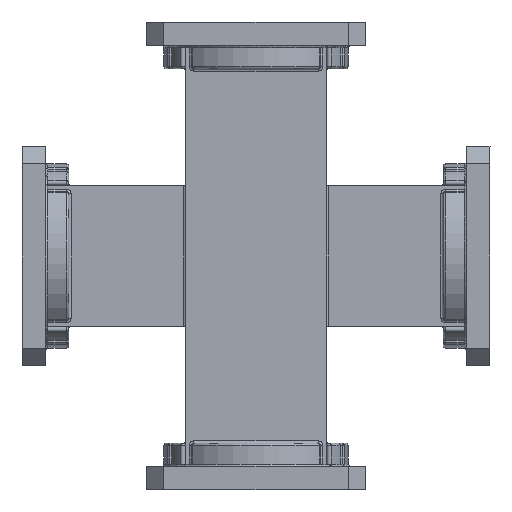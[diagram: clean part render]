
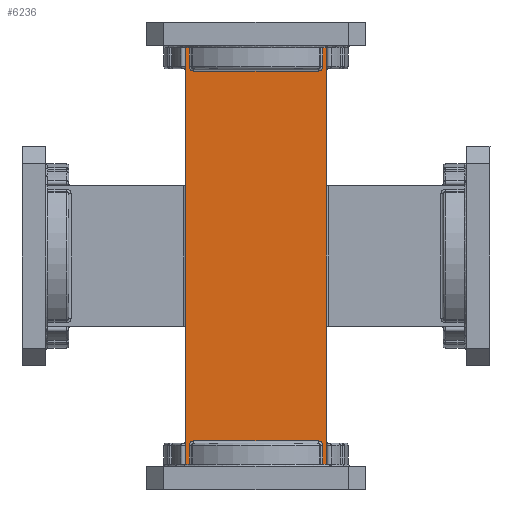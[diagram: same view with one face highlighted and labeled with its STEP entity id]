
A CAD part, front view. The second image highlights one B-rep face of the part: STEP entity #6236.
In plain terms, the highlighted planar face has unit normal (0, -1, 0).
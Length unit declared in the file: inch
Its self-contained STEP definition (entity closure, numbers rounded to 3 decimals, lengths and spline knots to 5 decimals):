
#7 = VERTEX_POINT ( 'NONE', #6250 ) ;
#153 = AXIS2_PLACEMENT_3D ( 'NONE', #13708, #5284, #6493 ) ;
#173 = CARTESIAN_POINT ( 'NONE',  ( -0.601, -0.2885, 2. ) ) ;
#425 = VERTEX_POINT ( 'NONE', #14339 ) ;
#721 = CARTESIAN_POINT ( 'NONE',  ( 0.601, -0.2885, 1.78 ) ) ;
#970 = DIRECTION ( 'NONE',  ( -1., 0., 0. ) ) ;
#1061 = ORIENTED_EDGE ( 'NONE', *, *, #13312, .F. ) ;
#1100 = VECTOR ( 'NONE', #9769, 39.37008 ) ;
#1351 = CIRCLE ( 'NONE', #14554, 0.04 ) ;
#1494 = DIRECTION ( 'NONE',  ( 0., 0., -1. ) ) ;
#1596 = CIRCLE ( 'NONE', #11432, 0.04 ) ;
#1599 = CARTESIAN_POINT ( 'NONE',  ( -0.571, -0.2885, -1.62 ) ) ;
#1865 = CARTESIAN_POINT ( 'NONE',  ( 0.601, -0.2885, 2. ) ) ;
#2104 = EDGE_CURVE ( 'NONE', #7670, #4815, #9417, .T. ) ;
#2443 = CARTESIAN_POINT ( 'NONE',  ( -0.601, -0.2885, -1.58 ) ) ;
#2521 = DIRECTION ( 'NONE',  ( 0., 1., 0. ) ) ;
#2610 = LINE ( 'NONE', #2443, #3455 ) ;
#2754 = DIRECTION ( 'NONE',  ( 0., -1., 0. ) ) ;
#2991 = DIRECTION ( 'NONE',  ( 0., 0., 1. ) ) ;
#3017 = VERTEX_POINT ( 'NONE', #14743 ) ;
#3183 = LINE ( 'NONE', #14442, #3830 ) ;
#3242 = DIRECTION ( 'NONE',  ( 0., 0., 1. ) ) ;
#3401 = DIRECTION ( 'NONE',  ( 0., 0., -1. ) ) ;
#3455 = VECTOR ( 'NONE', #4959, 39.37008 ) ;
#3508 = VERTEX_POINT ( 'NONE', #13649 ) ;
#3580 = PLANE ( 'NONE',  #11378 ) ;
#3616 = DIRECTION ( 'NONE',  ( 0., -1., 0. ) ) ;
#3668 = EDGE_CURVE ( 'NONE', #6780, #9557, #8354, .T. ) ;
#3830 = VECTOR ( 'NONE', #9642, 39.37008 ) ;
#4048 = EDGE_CURVE ( 'NONE', #425, #7, #3183, .T. ) ;
#4283 = CIRCLE ( 'NONE', #153, 0.04 ) ;
#4307 = VERTEX_POINT ( 'NONE', #1599 ) ;
#4586 = CARTESIAN_POINT ( 'NONE',  ( 0.531, -0.2885, 1.62 ) ) ;
#4632 = ORIENTED_EDGE ( 'NONE', *, *, #5630, .F. ) ;
#4647 = CARTESIAN_POINT ( 'NONE',  ( 0.601, -0.2885, -1.78 ) ) ;
#4796 = CARTESIAN_POINT ( 'NONE',  ( -0.571, -0.2885, 1.62 ) ) ;
#4815 = VERTEX_POINT ( 'NONE', #8375 ) ;
#4838 = CARTESIAN_POINT ( 'NONE',  ( -0.571, -0.2885, -1.78 ) ) ;
#4959 = DIRECTION ( 'NONE',  ( -1., 0., 0. ) ) ;
#5099 = EDGE_CURVE ( 'NONE', #13805, #425, #8038, .T. ) ;
#5151 = ORIENTED_EDGE ( 'NONE', *, *, #13013, .F. ) ;
#5194 = ORIENTED_EDGE ( 'NONE', *, *, #3668, .F. ) ;
#5284 = DIRECTION ( 'NONE',  ( 0., 1., 0. ) ) ;
#5586 = EDGE_CURVE ( 'NONE', #10264, #3508, #14416, .T. ) ;
#5615 = ORIENTED_EDGE ( 'NONE', *, *, #15849, .T. ) ;
#5630 = EDGE_CURVE ( 'NONE', #3508, #7866, #11399, .T. ) ;
#5788 = VECTOR ( 'NONE', #3401, 39.37008 ) ;
#6133 = CARTESIAN_POINT ( 'NONE',  ( 0.551, -0.2885, -1.78 ) ) ;
#6236 = ADVANCED_FACE ( 'NONE', ( #7383 ), #3580, .F. ) ;
#6250 = CARTESIAN_POINT ( 'NONE',  ( 0.571, -0.2885, 1.62 ) ) ;
#6272 = CARTESIAN_POINT ( 'NONE',  ( 0.571, -0.2885, -1.62 ) ) ;
#6296 = DIRECTION ( 'NONE',  ( 0., 0., -1. ) ) ;
#6493 = DIRECTION ( 'NONE',  ( 0., 0., -1. ) ) ;
#6593 = EDGE_CURVE ( 'NONE', #4815, #9557, #13761, .T. ) ;
#6597 = CARTESIAN_POINT ( 'NONE',  ( -0.601, -0.2885, -1.78 ) ) ;
#6760 = CARTESIAN_POINT ( 'NONE',  ( -0.601, -0.2885, 1.58 ) ) ;
#6780 = VERTEX_POINT ( 'NONE', #9124 ) ;
#6793 = ORIENTED_EDGE ( 'NONE', *, *, #13573, .F. ) ;
#6795 = CARTESIAN_POINT ( 'NONE',  ( -0.571, -0.2885, 1.78 ) ) ;
#6918 = ORIENTED_EDGE ( 'NONE', *, *, #6593, .T. ) ;
#7012 = DIRECTION ( 'NONE',  ( 0., 0., 1. ) ) ;
#7313 = ORIENTED_EDGE ( 'NONE', *, *, #5099, .T. ) ;
#7383 = FACE_OUTER_BOUND ( 'NONE', #8921, .T. ) ;
#7446 = VERTEX_POINT ( 'NONE', #14982 ) ;
#7664 = EDGE_CURVE ( 'NONE', #10981, #7, #1351, .T. ) ;
#7670 = VERTEX_POINT ( 'NONE', #8469 ) ;
#7768 = EDGE_CURVE ( 'NONE', #3017, #7866, #9357, .T. ) ;
#7866 = VERTEX_POINT ( 'NONE', #6272 ) ;
#7914 = ORIENTED_EDGE ( 'NONE', *, *, #14402, .F. ) ;
#7983 = LINE ( 'NONE', #6760, #10435 ) ;
#8020 = LINE ( 'NONE', #6795, #14787 ) ;
#8038 = LINE ( 'NONE', #12885, #12647 ) ;
#8279 = EDGE_CURVE ( 'NONE', #9760, #7670, #8020, .T. ) ;
#8354 = LINE ( 'NONE', #6597, #12917 ) ;
#8375 = CARTESIAN_POINT ( 'NONE',  ( -0.601, -0.2885, 1.78 ) ) ;
#8469 = CARTESIAN_POINT ( 'NONE',  ( -0.571, -0.2885, 1.78 ) ) ;
#8514 = CARTESIAN_POINT ( 'NONE',  ( -0.601, -0.2885, 2. ) ) ;
#8834 = CARTESIAN_POINT ( 'NONE',  ( -0.531, -0.2885, -1.58 ) ) ;
#8836 = ORIENTED_EDGE ( 'NONE', *, *, #12669, .T. ) ;
#8921 = EDGE_LOOP ( 'NONE', ( #10267, #8836, #1061, #13809, #11749, #6918, #5194, #6793, #5615, #7914, #12499, #4632, #14650, #5151, #7313, #14725 ) ) ;
#9124 = CARTESIAN_POINT ( 'NONE',  ( -0.571, -0.2885, -1.78 ) ) ;
#9310 = LINE ( 'NONE', #1865, #5788 ) ;
#9313 = VECTOR ( 'NONE', #6296, 39.37008 ) ;
#9357 = CIRCLE ( 'NONE', #14808, 0.04 ) ;
#9417 = LINE ( 'NONE', #13145, #12395 ) ;
#9557 = VERTEX_POINT ( 'NONE', #12656 ) ;
#9642 = DIRECTION ( 'NONE',  ( 0., 0., -1. ) ) ;
#9760 = VERTEX_POINT ( 'NONE', #4796 ) ;
#9769 = DIRECTION ( 'NONE',  ( 0., 0., -1. ) ) ;
#10024 = DIRECTION ( 'NONE',  ( 0., 0., 1. ) ) ;
#10103 = CARTESIAN_POINT ( 'NONE',  ( 0.571, -0.2885, -1.6 ) ) ;
#10264 = VERTEX_POINT ( 'NONE', #4647 ) ;
#10267 = ORIENTED_EDGE ( 'NONE', *, *, #7664, .F. ) ;
#10435 = VECTOR ( 'NONE', #14306, 39.37008 ) ;
#10792 = DIRECTION ( 'NONE',  ( -1., 0., 0. ) ) ;
#10981 = VERTEX_POINT ( 'NONE', #14415 ) ;
#11185 = DIRECTION ( 'NONE',  ( -1., 0., 0. ) ) ;
#11378 = AXIS2_PLACEMENT_3D ( 'NONE', #8514, #2521, #14847 ) ;
#11399 = LINE ( 'NONE', #10103, #14728 ) ;
#11432 = AXIS2_PLACEMENT_3D ( 'NONE', #15314, #2754, #2991 ) ;
#11678 = DIRECTION ( 'NONE',  ( -1., 0., 0. ) ) ;
#11749 = ORIENTED_EDGE ( 'NONE', *, *, #2104, .T. ) ;
#12347 = CARTESIAN_POINT ( 'NONE',  ( 0.531, -0.2885, -1.62 ) ) ;
#12395 = VECTOR ( 'NONE', #10792, 39.37008 ) ;
#12499 = ORIENTED_EDGE ( 'NONE', *, *, #7768, .T. ) ;
#12647 = VECTOR ( 'NONE', #11678, 39.37008 ) ;
#12656 = CARTESIAN_POINT ( 'NONE',  ( -0.601, -0.2885, -1.78 ) ) ;
#12669 = EDGE_CURVE ( 'NONE', #10981, #7446, #7983, .T. ) ;
#12885 = CARTESIAN_POINT ( 'NONE',  ( 0.551, -0.2885, 1.78 ) ) ;
#12917 = VECTOR ( 'NONE', #11185, 39.37008 ) ;
#13013 = EDGE_CURVE ( 'NONE', #13805, #10264, #9310, .T. ) ;
#13145 = CARTESIAN_POINT ( 'NONE',  ( -0.601, -0.2885, 1.78 ) ) ;
#13312 = EDGE_CURVE ( 'NONE', #9760, #7446, #1596, .T. ) ;
#13573 = EDGE_CURVE ( 'NONE', #4307, #6780, #14572, .T. ) ;
#13649 = CARTESIAN_POINT ( 'NONE',  ( 0.571, -0.2885, -1.78 ) ) ;
#13708 = CARTESIAN_POINT ( 'NONE',  ( -0.531, -0.2885, -1.62 ) ) ;
#13761 = LINE ( 'NONE', #173, #9313 ) ;
#13805 = VERTEX_POINT ( 'NONE', #721 ) ;
#13809 = ORIENTED_EDGE ( 'NONE', *, *, #8279, .T. ) ;
#14306 = DIRECTION ( 'NONE',  ( -1., 0., 0. ) ) ;
#14339 = CARTESIAN_POINT ( 'NONE',  ( 0.571, -0.2885, 1.78 ) ) ;
#14392 = VERTEX_POINT ( 'NONE', #8834 ) ;
#14402 = EDGE_CURVE ( 'NONE', #3017, #14392, #2610, .T. ) ;
#14415 = CARTESIAN_POINT ( 'NONE',  ( 0.531, -0.2885, 1.58 ) ) ;
#14416 = LINE ( 'NONE', #6133, #15283 ) ;
#14442 = CARTESIAN_POINT ( 'NONE',  ( 0.571, -0.2885, 1.6 ) ) ;
#14554 = AXIS2_PLACEMENT_3D ( 'NONE', #4586, #3616, #7012 ) ;
#14572 = LINE ( 'NONE', #4838, #1100 ) ;
#14650 = ORIENTED_EDGE ( 'NONE', *, *, #5586, .F. ) ;
#14725 = ORIENTED_EDGE ( 'NONE', *, *, #4048, .T. ) ;
#14728 = VECTOR ( 'NONE', #10024, 39.37008 ) ;
#14743 = CARTESIAN_POINT ( 'NONE',  ( 0.531, -0.2885, -1.58 ) ) ;
#14787 = VECTOR ( 'NONE', #3242, 39.37008 ) ;
#14808 = AXIS2_PLACEMENT_3D ( 'NONE', #12347, #15124, #1494 ) ;
#14847 = DIRECTION ( 'NONE',  ( 1., 0., 0. ) ) ;
#14982 = CARTESIAN_POINT ( 'NONE',  ( -0.531, -0.2885, 1.58 ) ) ;
#15124 = DIRECTION ( 'NONE',  ( 0., 1., 0. ) ) ;
#15283 = VECTOR ( 'NONE', #970, 39.37008 ) ;
#15314 = CARTESIAN_POINT ( 'NONE',  ( -0.531, -0.2885, 1.62 ) ) ;
#15849 = EDGE_CURVE ( 'NONE', #4307, #14392, #4283, .T. ) ;
